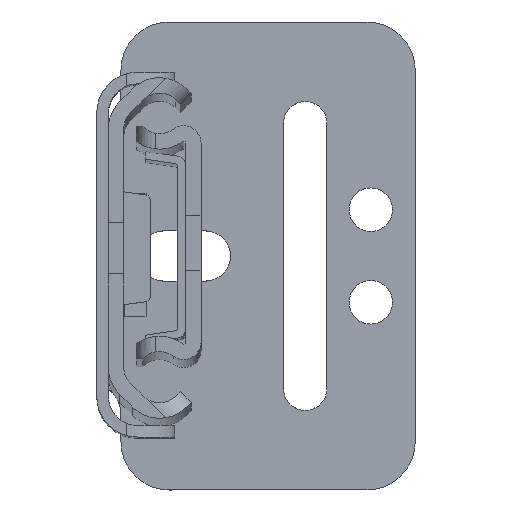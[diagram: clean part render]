
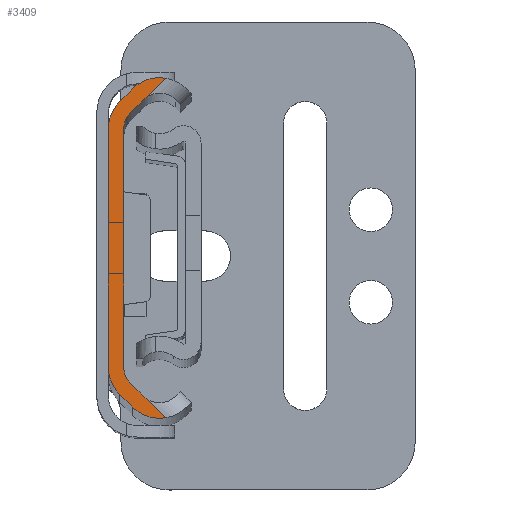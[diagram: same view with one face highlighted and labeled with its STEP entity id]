
A CAD part, top view. The second image highlights one B-rep face of the part: STEP entity #3409.
In plain terms, the highlighted planar face has unit normal (0, 0, 1).
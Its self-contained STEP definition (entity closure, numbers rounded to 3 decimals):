
#20 = CARTESIAN_POINT ( 'NONE',  ( 5.3, 13.67, 0. ) ) ;
#56 = VECTOR ( 'NONE', #5994, 1000. ) ;
#198 = PLANE ( 'NONE',  #6856 ) ;
#240 = VECTOR ( 'NONE', #5235, 1000. ) ;
#242 = CARTESIAN_POINT ( 'NONE',  ( 2.303, 14.039, 0. ) ) ;
#352 = LINE ( 'NONE', #8117, #4293 ) ;
#555 = ORIENTED_EDGE ( 'NONE', *, *, #3730, .T. ) ;
#568 = LINE ( 'NONE', #5696, #8232 ) ;
#605 = DIRECTION ( 'NONE',  ( 0., 0., 1. ) ) ;
#614 = VERTEX_POINT ( 'NONE', #4470 ) ;
#719 = AXIS2_PLACEMENT_3D ( 'NONE', #3898, #6455, #3220 ) ;
#757 = CARTESIAN_POINT ( 'NONE',  ( 5.3, 13.67, 0. ) ) ;
#802 = CARTESIAN_POINT ( 'NONE',  ( 2.486, -16.484, 0. ) ) ;
#819 = DIRECTION ( 'NONE',  ( 0., 0., -1. ) ) ;
#858 = CARTESIAN_POINT ( 'NONE',  ( 4., 12.342, 0. ) ) ;
#910 = DIRECTION ( 'NONE',  ( 1., 0., 0. ) ) ;
#1008 = ORIENTED_EDGE ( 'NONE', *, *, #6402, .T. ) ;
#1049 = VERTEX_POINT ( 'NONE', #7245 ) ;
#1068 = DIRECTION ( 'NONE',  ( -0.707, -0.707, 0. ) ) ;
#1194 = CIRCLE ( 'NONE', #6961, 2.4 ) ;
#1243 = DIRECTION ( 'NONE',  ( -0.707, 0.707, 0. ) ) ;
#1330 = EDGE_CURVE ( 'NONE', #614, #5759, #568, .T. ) ;
#1468 = CARTESIAN_POINT ( 'NONE',  ( 2.303, -14.039, 0. ) ) ;
#1538 = AXIS2_PLACEMENT_3D ( 'NONE', #2844, #4569, #910 ) ;
#1547 = CARTESIAN_POINT ( 'NONE',  ( 0., -12.342, 0. ) ) ;
#1653 = CARTESIAN_POINT ( 'NONE',  ( 4., -12.342, 0. ) ) ;
#1697 = CARTESIAN_POINT ( 'NONE',  ( 2.486, 16.484, 0. ) ) ;
#1772 = ORIENTED_EDGE ( 'NONE', *, *, #1330, .T. ) ;
#1799 = ORIENTED_EDGE ( 'NONE', *, *, #6376, .T. ) ;
#1841 = ORIENTED_EDGE ( 'NONE', *, *, #3828, .T. ) ;
#1906 = DIRECTION ( 'NONE',  ( 1., 0., 0. ) ) ;
#1918 = VERTEX_POINT ( 'NONE', #4588 ) ;
#1993 = DIRECTION ( 'NONE',  ( 1., 0., 0. ) ) ;
#2006 = CIRCLE ( 'NONE', #6703, 3.98 ) ;
#2046 = LINE ( 'NONE', #2678, #56 ) ;
#2087 = CARTESIAN_POINT ( 'NONE',  ( 0., 0., 0. ) ) ;
#2251 = FACE_OUTER_BOUND ( 'NONE', #3027, .T. ) ;
#2254 = CIRCLE ( 'NONE', #6952, 2.38 ) ;
#2273 = CARTESIAN_POINT ( 'NONE',  ( 1.172, -15.17, 0. ) ) ;
#2283 = EDGE_CURVE ( 'NONE', #5047, #1918, #6247, .T. ) ;
#2357 = DIRECTION ( 'NONE',  ( 0.707, -0.707, 0. ) ) ;
#2414 = AXIS2_PLACEMENT_3D ( 'NONE', #6956, #605, #1993 ) ;
#2490 = EDGE_CURVE ( 'NONE', #4427, #4333, #5536, .T. ) ;
#2678 = CARTESIAN_POINT ( 'NONE',  ( 1.6, 0., 0. ) ) ;
#2693 = EDGE_CURVE ( 'NONE', #5759, #6278, #2254, .T. ) ;
#2759 = DIRECTION ( 'NONE',  ( 1., 0., 0. ) ) ;
#2798 = LINE ( 'NONE', #2087, #240 ) ;
#2799 = DIRECTION ( 'NONE',  ( 0., 0., 1. ) ) ;
#2844 = CARTESIAN_POINT ( 'NONE',  ( 4., 12.342, 0. ) ) ;
#3027 = EDGE_LOOP ( 'NONE', ( #4121, #1772, #8272, #6477, #6006, #1008, #4856, #4842, #5259, #1799, #1841, #8237, #8275, #7514, #555, #3403 ) ) ;
#3037 = VERTEX_POINT ( 'NONE', #1547 ) ;
#3190 = AXIS2_PLACEMENT_3D ( 'NONE', #1653, #7993, #4221 ) ;
#3220 = DIRECTION ( 'NONE',  ( 1., 0., 0. ) ) ;
#3342 = CARTESIAN_POINT ( 'NONE',  ( -9.991, 1.65, 0. ) ) ;
#3362 = DIRECTION ( 'NONE',  ( 1., 0., 0. ) ) ;
#3403 = ORIENTED_EDGE ( 'NONE', *, *, #2490, .T. ) ;
#3409 = ADVANCED_FACE ( 'NONE', ( #2251 ), #198, .T. ) ;
#3450 = DIRECTION ( 'NONE',  ( 0., 0., -1. ) ) ;
#3658 = CARTESIAN_POINT ( 'NONE',  ( 5.3, -13.67, 0. ) ) ;
#3665 = EDGE_CURVE ( 'NONE', #7357, #7640, #352, .T. ) ;
#3730 = EDGE_CURVE ( 'NONE', #3037, #4427, #4027, .T. ) ;
#3733 = CARTESIAN_POINT ( 'NONE',  ( 3.617, 15.353, 0. ) ) ;
#3828 = EDGE_CURVE ( 'NONE', #8170, #7357, #2006, .T. ) ;
#3898 = CARTESIAN_POINT ( 'NONE',  ( 5.3, -13.67, 0. ) ) ;
#3914 = VERTEX_POINT ( 'NONE', #4642 ) ;
#4027 = CIRCLE ( 'NONE', #2414, 4. ) ;
#4083 = VECTOR ( 'NONE', #7209, 1000. ) ;
#4121 = ORIENTED_EDGE ( 'NONE', *, *, #6227, .T. ) ;
#4209 = VERTEX_POINT ( 'NONE', #4545 ) ;
#4221 = DIRECTION ( 'NONE',  ( 1., 0., 0. ) ) ;
#4293 = VECTOR ( 'NONE', #1068, 1000. ) ;
#4333 = VERTEX_POINT ( 'NONE', #802 ) ;
#4396 = DIRECTION ( 'NONE',  ( 0.707, 0.707, 0. ) ) ;
#4427 = VERTEX_POINT ( 'NONE', #2273 ) ;
#4470 = CARTESIAN_POINT ( 'NONE',  ( 5.955, -17.596, 0. ) ) ;
#4545 = CARTESIAN_POINT ( 'NONE',  ( 1.6, 12.342, 0. ) ) ;
#4569 = DIRECTION ( 'NONE',  ( 0., 0., 1. ) ) ;
#4588 = CARTESIAN_POINT ( 'NONE',  ( 4.061, 15.702, 0. ) ) ;
#4642 = CARTESIAN_POINT ( 'NONE',  ( 0., 12.342, 0. ) ) ;
#4842 = ORIENTED_EDGE ( 'NONE', *, *, #5446, .T. ) ;
#4856 = ORIENTED_EDGE ( 'NONE', *, *, #5090, .T. ) ;
#4873 = VECTOR ( 'NONE', #7956, 1000. ) ;
#4927 = CIRCLE ( 'NONE', #3190, 2.4 ) ;
#5047 = VERTEX_POINT ( 'NONE', #3733 ) ;
#5090 = EDGE_CURVE ( 'NONE', #4209, #6393, #1194, .T. ) ;
#5160 = CIRCLE ( 'NONE', #1538, 4. ) ;
#5163 = EDGE_CURVE ( 'NONE', #3914, #3037, #2798, .T. ) ;
#5235 = DIRECTION ( 'NONE',  ( 0., -1., 0. ) ) ;
#5259 = ORIENTED_EDGE ( 'NONE', *, *, #2283, .T. ) ;
#5274 = CARTESIAN_POINT ( 'NONE',  ( 4., -12.342, 0. ) ) ;
#5305 = EDGE_CURVE ( 'NONE', #5575, #1049, #4927, .T. ) ;
#5338 = CARTESIAN_POINT ( 'NONE',  ( 1.172, 15.17, 0. ) ) ;
#5446 = EDGE_CURVE ( 'NONE', #6393, #5047, #6993, .T. ) ;
#5536 = LINE ( 'NONE', #8096, #6652 ) ;
#5567 = CARTESIAN_POINT ( 'NONE',  ( 5.955, 17.596, 0. ) ) ;
#5575 = VERTEX_POINT ( 'NONE', #6566 ) ;
#5696 = CARTESIAN_POINT ( 'NONE',  ( 2.35, -13.991, 0. ) ) ;
#5712 = AXIS2_PLACEMENT_3D ( 'NONE', #757, #3450, #3362 ) ;
#5759 = VERTEX_POINT ( 'NONE', #6058 ) ;
#5866 = DIRECTION ( 'NONE',  ( 1., 0., 0. ) ) ;
#5994 = DIRECTION ( 'NONE',  ( 0., 1., 0. ) ) ;
#6006 = ORIENTED_EDGE ( 'NONE', *, *, #5305, .T. ) ;
#6058 = CARTESIAN_POINT ( 'NONE',  ( 4.061, -15.702, 0. ) ) ;
#6172 = DIRECTION ( 'NONE',  ( 1., 0., 0. ) ) ;
#6227 = EDGE_CURVE ( 'NONE', #4333, #614, #7952, .T. ) ;
#6247 = CIRCLE ( 'NONE', #5712, 2.38 ) ;
#6278 = VERTEX_POINT ( 'NONE', #7550 ) ;
#6303 = DIRECTION ( 'NONE',  ( 0., 0., -1. ) ) ;
#6376 = EDGE_CURVE ( 'NONE', #1918, #8170, #7914, .T. ) ;
#6393 = VERTEX_POINT ( 'NONE', #242 ) ;
#6402 = EDGE_CURVE ( 'NONE', #1049, #4209, #2046, .T. ) ;
#6455 = DIRECTION ( 'NONE',  ( 0., 0., 1. ) ) ;
#6477 = ORIENTED_EDGE ( 'NONE', *, *, #8122, .T. ) ;
#6566 = CARTESIAN_POINT ( 'NONE',  ( 2.303, -14.039, 0. ) ) ;
#6652 = VECTOR ( 'NONE', #2357, 1000. ) ;
#6703 = AXIS2_PLACEMENT_3D ( 'NONE', #20, #7617, #1906 ) ;
#6710 = LINE ( 'NONE', #1468, #4873 ) ;
#6856 = AXIS2_PLACEMENT_3D ( 'NONE', #5274, #2799, #2759 ) ;
#6883 = EDGE_CURVE ( 'NONE', #7640, #3914, #5160, .T. ) ;
#6952 = AXIS2_PLACEMENT_3D ( 'NONE', #3658, #6303, #6172 ) ;
#6956 = CARTESIAN_POINT ( 'NONE',  ( 4., -12.342, 0. ) ) ;
#6961 = AXIS2_PLACEMENT_3D ( 'NONE', #858, #819, #5866 ) ;
#6993 = LINE ( 'NONE', #8160, #7390 ) ;
#7209 = DIRECTION ( 'NONE',  ( 0.707, 0.707, 0. ) ) ;
#7245 = CARTESIAN_POINT ( 'NONE',  ( 1.6, -12.342, 0. ) ) ;
#7357 = VERTEX_POINT ( 'NONE', #1697 ) ;
#7390 = VECTOR ( 'NONE', #4396, 1000. ) ;
#7514 = ORIENTED_EDGE ( 'NONE', *, *, #5163, .T. ) ;
#7550 = CARTESIAN_POINT ( 'NONE',  ( 3.617, -15.353, 0. ) ) ;
#7617 = DIRECTION ( 'NONE',  ( 0., 0., 1. ) ) ;
#7640 = VERTEX_POINT ( 'NONE', #5338 ) ;
#7914 = LINE ( 'NONE', #3342, #4083 ) ;
#7952 = CIRCLE ( 'NONE', #719, 3.98 ) ;
#7956 = DIRECTION ( 'NONE',  ( -0.707, 0.707, 0. ) ) ;
#7993 = DIRECTION ( 'NONE',  ( 0., 0., -1. ) ) ;
#8096 = CARTESIAN_POINT ( 'NONE',  ( 1.172, -15.17, 0. ) ) ;
#8117 = CARTESIAN_POINT ( 'NONE',  ( 1.172, 15.17, 0. ) ) ;
#8122 = EDGE_CURVE ( 'NONE', #6278, #5575, #6710, .T. ) ;
#8160 = CARTESIAN_POINT ( 'NONE',  ( 2.303, 14.039, 0. ) ) ;
#8170 = VERTEX_POINT ( 'NONE', #5567 ) ;
#8232 = VECTOR ( 'NONE', #1243, 1000. ) ;
#8237 = ORIENTED_EDGE ( 'NONE', *, *, #3665, .T. ) ;
#8272 = ORIENTED_EDGE ( 'NONE', *, *, #2693, .T. ) ;
#8275 = ORIENTED_EDGE ( 'NONE', *, *, #6883, .T. ) ;
